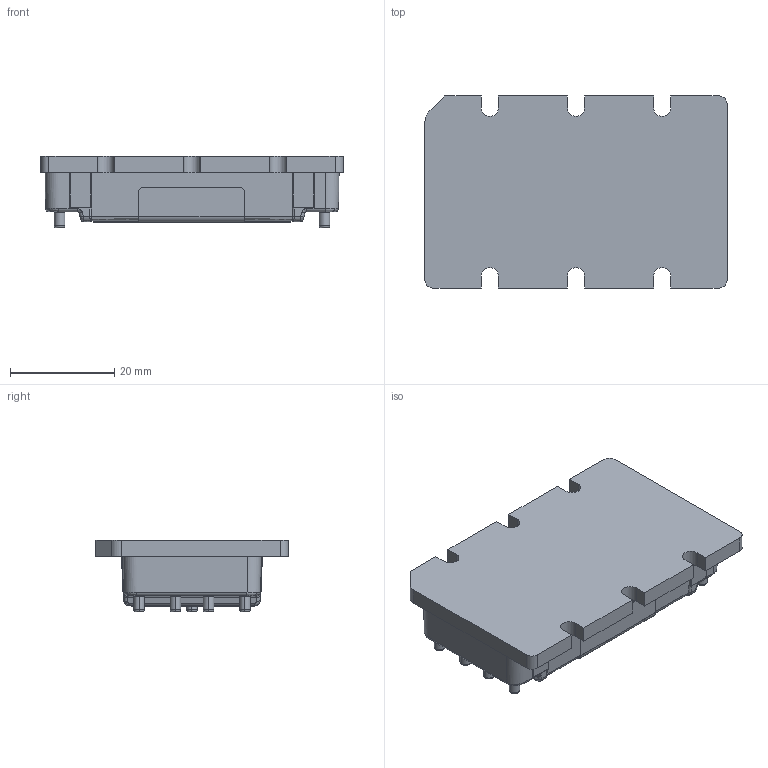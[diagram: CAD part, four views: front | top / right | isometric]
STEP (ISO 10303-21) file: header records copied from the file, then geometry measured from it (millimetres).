
FILE_DESCRIPTION((''),'2;1');
FILE_NAME('VICOR_VxxCxxxxxxB.stp','2011-11-28T15:40:07',(''),(''),'Mechanical Desktop 2011','Mechanical Desktop 2011',', , ');
FILE_SCHEMA(('AUTOMOTIVE_DESIGN { 1 2 10303 214 1 1 1 1 }'));
Length unit declared in the file: millimetre
Products named in the file (1): Product
Bounding box: 57.91 x 36.83 x 13.78 mm (x, y, z)
Volume: 6610 mm3; surface area: 10545.6 mm2
Topology: 10 solids, 10 shells, 255 faces, 1026 edges, 932 vertices
Faces by surface type: bspline 141, plane 62, cylinder 38, torus 14
Entity records: 17305 total; most frequent: CARTESIAN_POINT 11309, QUASI_UNIFORM_CURVE 951, PCURVE 752, COMPOSITE_CURVE_SEGMENT 752, DIRECTION 598, ORIENTED_EDGE 524, B_SPLINE_CURVE_WITH_KNOTS 305, EDGE_CURVE 262
